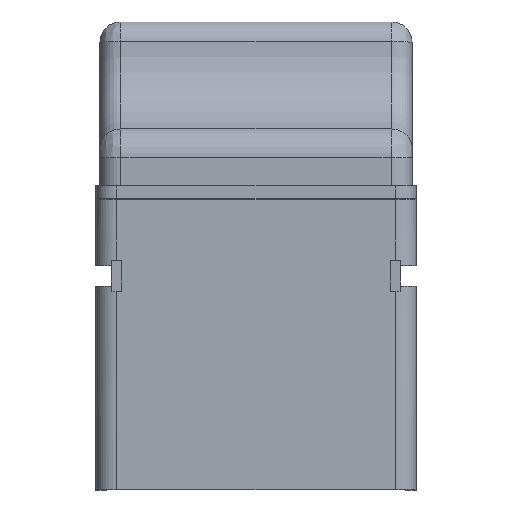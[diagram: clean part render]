
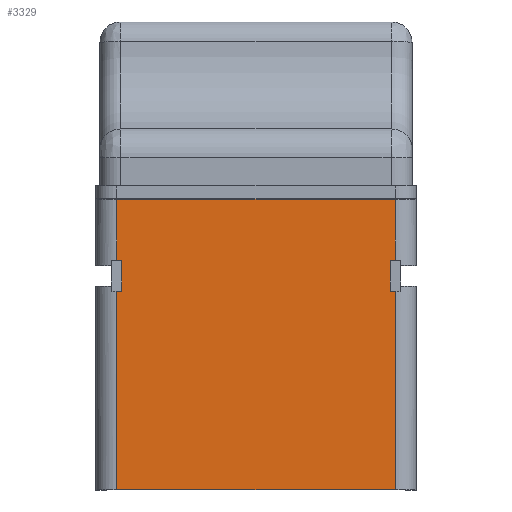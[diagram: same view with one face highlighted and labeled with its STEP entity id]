
A CAD part, top view. The second image highlights one B-rep face of the part: STEP entity #3329.
In plain terms, the highlighted planar face has unit normal (0, 0, 1).
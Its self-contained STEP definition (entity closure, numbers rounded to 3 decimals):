
#310=FACE_OUTER_BOUND('',#497,.T.);
#497=EDGE_LOOP('',(#2698,#2699,#2700,#2701,#2702,#2703,#2704,#2705,#2706,
#2707,#2708,#2709));
#779=LINE('',#5777,#1139);
#782=LINE('',#5790,#1142);
#783=LINE('',#5793,#1143);
#784=LINE('',#5795,#1144);
#785=LINE('',#5797,#1145);
#786=LINE('',#5799,#1146);
#787=LINE('',#5801,#1147);
#788=LINE('',#5803,#1148);
#789=LINE('',#5805,#1149);
#790=LINE('',#5807,#1150);
#791=LINE('',#5808,#1151);
#792=LINE('',#5809,#1152);
#1139=VECTOR('',#4288,1000.);
#1142=VECTOR('',#4301,1000.);
#1143=VECTOR('',#4304,1000.);
#1144=VECTOR('',#4305,1000.);
#1145=VECTOR('',#4306,1000.);
#1146=VECTOR('',#4307,1000.);
#1147=VECTOR('',#4308,1000.);
#1148=VECTOR('',#4309,1000.);
#1149=VECTOR('',#4310,1000.);
#1150=VECTOR('',#4311,1000.);
#1151=VECTOR('',#4312,1000.);
#1152=VECTOR('',#4313,1000.);
#1517=VERTEX_POINT('',#5774);
#1518=VERTEX_POINT('',#5776);
#1521=VERTEX_POINT('',#5783);
#1523=VERTEX_POINT('',#5788);
#1524=VERTEX_POINT('',#5792);
#1525=VERTEX_POINT('',#5794);
#1526=VERTEX_POINT('',#5796);
#1527=VERTEX_POINT('',#5798);
#1528=VERTEX_POINT('',#5800);
#1529=VERTEX_POINT('',#5802);
#1530=VERTEX_POINT('',#5804);
#1531=VERTEX_POINT('',#5806);
#1931=EDGE_CURVE('',#1518,#1517,#779,.T.);
#1938=EDGE_CURVE('',#1521,#1523,#782,.T.);
#1939=EDGE_CURVE('',#1524,#1517,#783,.T.);
#1940=EDGE_CURVE('',#1525,#1524,#784,.T.);
#1941=EDGE_CURVE('',#1526,#1525,#785,.T.);
#1942=EDGE_CURVE('',#1526,#1527,#786,.T.);
#1943=EDGE_CURVE('',#1527,#1528,#787,.T.);
#1944=EDGE_CURVE('',#1528,#1529,#788,.T.);
#1945=EDGE_CURVE('',#1530,#1529,#789,.T.);
#1946=EDGE_CURVE('',#1531,#1530,#790,.T.);
#1947=EDGE_CURVE('',#1521,#1531,#791,.T.);
#1948=EDGE_CURVE('',#1518,#1523,#792,.T.);
#2698=ORIENTED_EDGE('',*,*,#1939,.F.);
#2699=ORIENTED_EDGE('',*,*,#1940,.F.);
#2700=ORIENTED_EDGE('',*,*,#1941,.F.);
#2701=ORIENTED_EDGE('',*,*,#1942,.T.);
#2702=ORIENTED_EDGE('',*,*,#1943,.T.);
#2703=ORIENTED_EDGE('',*,*,#1944,.T.);
#2704=ORIENTED_EDGE('',*,*,#1945,.F.);
#2705=ORIENTED_EDGE('',*,*,#1946,.F.);
#2706=ORIENTED_EDGE('',*,*,#1947,.F.);
#2707=ORIENTED_EDGE('',*,*,#1938,.T.);
#2708=ORIENTED_EDGE('',*,*,#1948,.F.);
#2709=ORIENTED_EDGE('',*,*,#1931,.T.);
#3153=PLANE('',#3617);
#3329=ADVANCED_FACE('',(#310),#3153,.T.);
#3617=AXIS2_PLACEMENT_3D('',#5791,#4302,#4303);
#4288=DIRECTION('',(0.,-1.,0.));
#4301=DIRECTION('',(0.,1.,0.));
#4302=DIRECTION('center_axis',(0.,0.,1.));
#4303=DIRECTION('ref_axis',(0.,-1.,0.));
#4304=DIRECTION('',(-1.,0.,0.));
#4305=DIRECTION('',(0.,1.,0.));
#4306=DIRECTION('',(1.,0.,0.));
#4307=DIRECTION('',(0.,-1.,0.));
#4308=DIRECTION('',(1.,0.,0.));
#4309=DIRECTION('',(0.,1.,0.));
#4310=DIRECTION('',(1.,0.,0.));
#4311=DIRECTION('',(0.,-1.,0.));
#4312=DIRECTION('',(-1.,0.,0.));
#4313=DIRECTION('',(1.,0.,0.));
#5774=CARTESIAN_POINT('',(-6.75,-11.309,-8.809));
#5776=CARTESIAN_POINT('',(-6.75,-8.359,-8.809));
#5777=CARTESIAN_POINT('',(-6.75,-5.803,-8.809));
#5783=CARTESIAN_POINT('',(6.75,-11.309,-8.809));
#5788=CARTESIAN_POINT('',(6.75,-8.359,-8.809));
#5790=CARTESIAN_POINT('',(6.75,-5.803,-8.809));
#5791=CARTESIAN_POINT('Origin',(-6.839,-5.803,-8.809));
#5792=CARTESIAN_POINT('',(-6.5,-11.309,-8.809));
#5793=CARTESIAN_POINT('',(-7.,-11.309,-8.809));
#5794=CARTESIAN_POINT('',(-6.5,-12.809,-8.809));
#5795=CARTESIAN_POINT('',(-6.5,-12.809,-8.809));
#5796=CARTESIAN_POINT('',(-6.75,-12.809,-8.809));
#5797=CARTESIAN_POINT('',(-7.,-12.809,-8.809));
#5798=CARTESIAN_POINT('',(-6.75,-22.409,-8.809));
#5799=CARTESIAN_POINT('',(-6.75,-5.803,-8.809));
#5800=CARTESIAN_POINT('',(6.75,-22.409,-8.809));
#5801=CARTESIAN_POINT('',(6.75,-22.409,-8.809));
#5802=CARTESIAN_POINT('',(6.75,-12.809,-8.809));
#5803=CARTESIAN_POINT('',(6.75,-5.803,-8.809));
#5804=CARTESIAN_POINT('',(6.5,-12.809,-8.809));
#5805=CARTESIAN_POINT('',(7.,-12.809,-8.809));
#5806=CARTESIAN_POINT('',(6.5,-11.309,-8.809));
#5807=CARTESIAN_POINT('',(6.5,-12.809,-8.809));
#5808=CARTESIAN_POINT('',(7.,-11.309,-8.809));
#5809=CARTESIAN_POINT('',(6.75,-8.359,-8.809));
